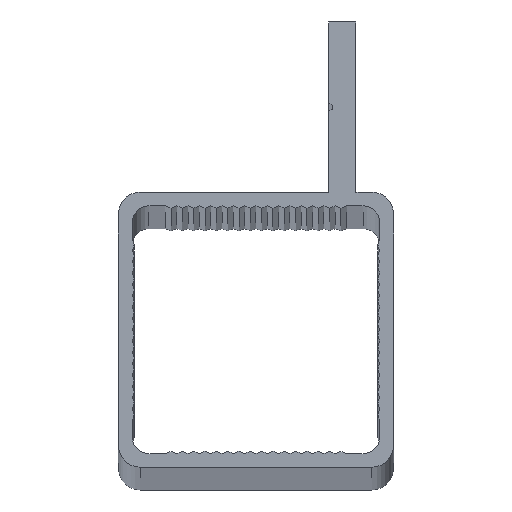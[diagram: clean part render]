
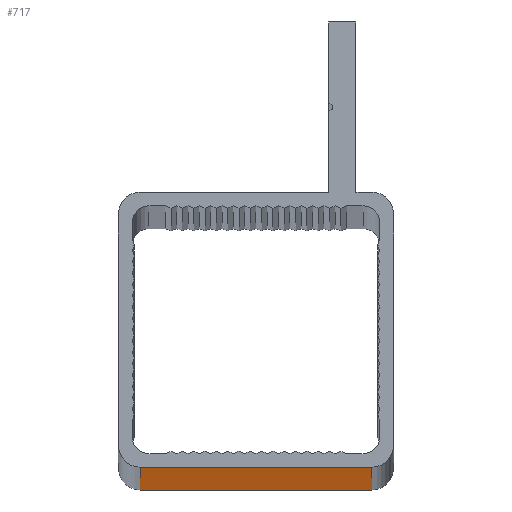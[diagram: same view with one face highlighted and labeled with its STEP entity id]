
A CAD part, top view. The second image highlights one B-rep face of the part: STEP entity #717.
In plain terms, the highlighted planar face has unit normal (0, -1, 0).
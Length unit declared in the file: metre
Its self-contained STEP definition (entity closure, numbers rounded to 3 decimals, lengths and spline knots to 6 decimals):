
#717=ADVANCED_FACE('',(#1453),#1454,.T.);
#1453=FACE_OUTER_BOUND('',#2579,.T.);
#1454=PLANE('',#2580);
#2579=EDGE_LOOP('',(#4163,#4164,#4165,#4166));
#2580=AXIS2_PLACEMENT_3D('',#4167,#4168,#4169);
#4163=ORIENTED_EDGE('',*,*,#5327,.F.);
#4164=ORIENTED_EDGE('',*,*,#5168,.F.);
#4165=ORIENTED_EDGE('',*,*,#5351,.T.);
#4166=ORIENTED_EDGE('',*,*,#4940,.T.);
#4167=CARTESIAN_POINT('',(0.313247,0.119379,0.0));
#4168=DIRECTION('',(0.0,-1.0,0.0));
#4169=DIRECTION('',(0.0,0.0,-1.0));
#4940=EDGE_CURVE('',#5606,#5603,#5607,.T.);
#5168=EDGE_CURVE('',#5986,#5984,#5988,.T.);
#5327=EDGE_CURVE('',#5984,#5603,#6223,.T.);
#5351=EDGE_CURVE('',#5986,#5606,#6253,.T.);
#5603=VERTEX_POINT('',#6576);
#5606=VERTEX_POINT('',#6579);
#5607=LINE('',#6580,#6581);
#5984=VERTEX_POINT('',#7130);
#5986=VERTEX_POINT('',#7132);
#5988=LINE('',#7134,#7135);
#6223=LINE('',#7499,#7500);
#6253=LINE('',#7542,#7543);
#6576=CARTESIAN_POINT('',(0.313247,0.119379,1.2192));
#6579=CARTESIAN_POINT('',(0.313247,0.119379,0.0));
#6580=CARTESIAN_POINT('',(0.313247,0.119379,0.0));
#6581=VECTOR('',#7843,1.0);
#7130=CARTESIAN_POINT('',(0.291657,0.119379,1.2192));
#7132=CARTESIAN_POINT('',(0.291657,0.119379,0.0));
#7134=CARTESIAN_POINT('',(0.291657,0.119379,0.0));
#7135=VECTOR('',#8031,1.0);
#7499=CARTESIAN_POINT('',(0.313247,0.119379,1.2192));
#7500=VECTOR('',#8176,1.0);
#7542=CARTESIAN_POINT('',(0.313247,0.119379,0.0));
#7543=VECTOR('',#8198,1.0);
#7843=DIRECTION('',(0.0,0.0,1.0));
#8031=DIRECTION('',(0.0,0.0,1.0));
#8176=DIRECTION('',(1.0,0.0,0.0));
#8198=DIRECTION('',(1.0,0.0,0.0));
